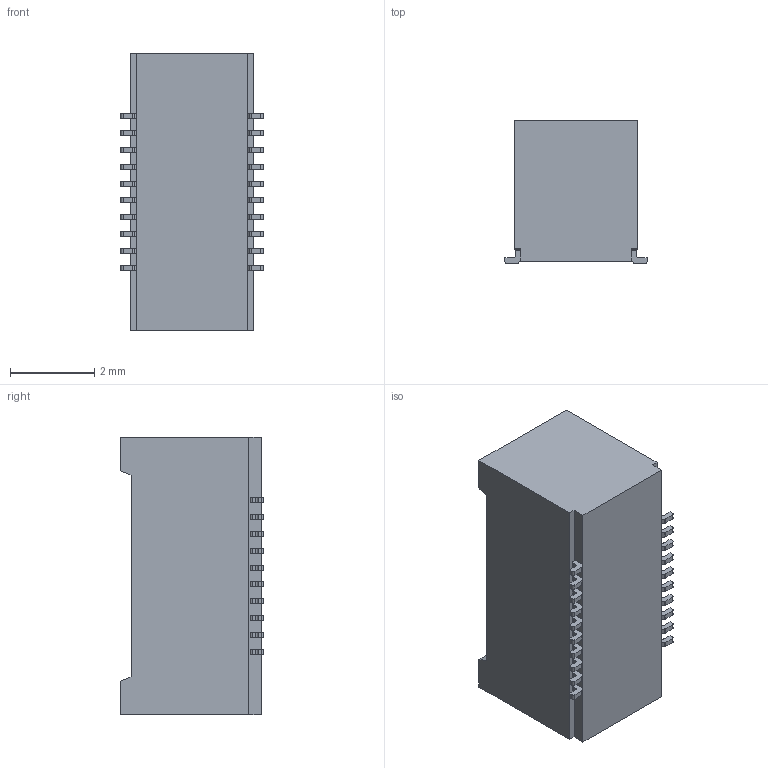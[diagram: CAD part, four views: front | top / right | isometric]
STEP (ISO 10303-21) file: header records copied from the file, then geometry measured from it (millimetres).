
FILE_DESCRIPTION(('STEP AP203'),'1');
FILE_NAME('df40hc_3_5_-20ds-0_4v_51_.stp','2025-01-03T21:13:21',('TraceParts'),('TraceParts S.A.'),'Spatial InterOp 3D',' ',' ');
FILE_SCHEMA(('CONFIG_CONTROL_DESIGN'));
Length unit declared in the file: millimetre
Products named in the file (1): 1
Bounding box: 3.38 x 3.4 x 6.6 mm (x, y, z)
Volume: 52.7 mm3; surface area: 136.7 mm2
Topology: 1 solids, 1 shells, 535 faces, 1452 edges, 960 vertices
Faces by surface type: plane 375, cylinder 160
Entity records: 16818 total; most frequent: CARTESIAN_POINT 2948, ORIENTED_EDGE 2904, DIRECTION 2844, EDGE_CURVE 1452, LINE 1132, VECTOR 1132, VERTEX_POINT 960, AXIS2_PLACEMENT_3D 856
